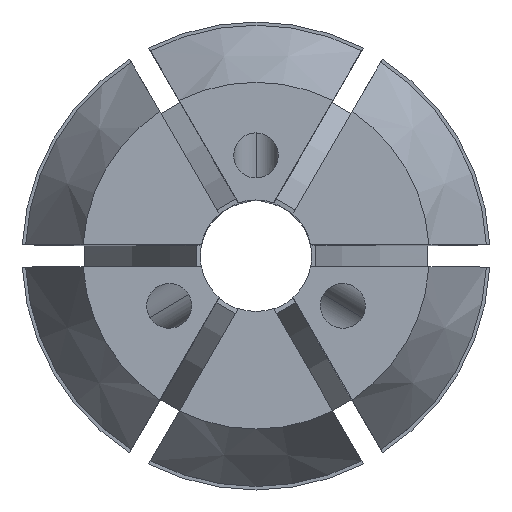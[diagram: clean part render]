
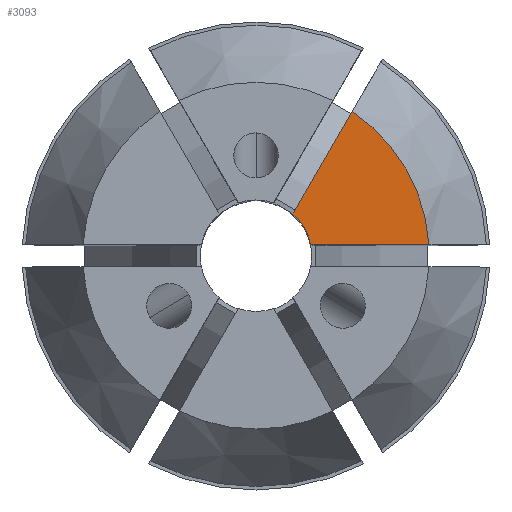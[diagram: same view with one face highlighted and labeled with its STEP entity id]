
A CAD part, top view. The second image highlights one B-rep face of the part: STEP entity #3093.
In plain terms, the highlighted planar face has unit normal (0, 0, 1).
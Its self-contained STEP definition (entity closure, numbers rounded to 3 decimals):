
#271 = CARTESIAN_POINT ( 'NONE',  ( 0., 7.778, 31.5 ) ) ;
#317 = VECTOR ( 'NONE', #3936, 1000. ) ;
#459 = AXIS2_PLACEMENT_3D ( 'NONE', #271, #578, #1910 ) ;
#578 = DIRECTION ( 'NONE',  ( 0., 0., 1. ) ) ;
#647 = ORIENTED_EDGE ( 'NONE', *, *, #2478, .F. ) ;
#706 = DIRECTION ( 'NONE',  ( 0., 0., -1. ) ) ;
#786 = CARTESIAN_POINT ( 'NONE',  ( 1.658, 1.871, 31.5 ) ) ;
#908 = CARTESIAN_POINT ( 'NONE',  ( 3.801, 5.584, 31.5 ) ) ;
#918 = PLANE ( 'NONE',  #459 ) ;
#955 = CARTESIAN_POINT ( 'NONE',  ( 7.762, 0.5, 31.5 ) ) ;
#1038 = DIRECTION ( 'NONE',  ( -1., 0., 0. ) ) ;
#1529 = EDGE_CURVE ( 'NONE', #3162, #1878, #3041, .T. ) ;
#1765 = CIRCLE ( 'NONE', #2649, 7.778 ) ;
#1878 = VERTEX_POINT ( 'NONE', #2400 ) ;
#1910 = DIRECTION ( 'NONE',  ( 1., 0., 0. ) ) ;
#1911 = DIRECTION ( 'NONE',  ( 0.5, 0.866, 0. ) ) ;
#2249 = ORIENTED_EDGE ( 'NONE', *, *, #3621, .F. ) ;
#2400 = CARTESIAN_POINT ( 'NONE',  ( 2.449, 0.5, 31.5 ) ) ;
#2478 = EDGE_CURVE ( 'NONE', #3029, #3162, #1765, .T. ) ;
#2604 = VERTEX_POINT ( 'NONE', #786 ) ;
#2646 = VECTOR ( 'NONE', #1911, 1000. ) ;
#2649 = AXIS2_PLACEMENT_3D ( 'NONE', #3624, #706, #1038 ) ;
#2777 = CARTESIAN_POINT ( 'NONE',  ( 0., 0., 31.5 ) ) ;
#2932 = CARTESIAN_POINT ( 'NONE',  ( 4.314, 6.472, 31.5 ) ) ;
#3015 = FACE_OUTER_BOUND ( 'NONE', #3476, .T. ) ;
#3029 = VERTEX_POINT ( 'NONE', #2932 ) ;
#3041 = LINE ( 'NONE', #3252, #317 ) ;
#3093 = ADVANCED_FACE ( 'NONE', ( #3015 ), #918, .T. ) ;
#3162 = VERTEX_POINT ( 'NONE', #955 ) ;
#3252 = CARTESIAN_POINT ( 'NONE',  ( 0., 0.5, 31.5 ) ) ;
#3357 = CIRCLE ( 'NONE', #3403, 2.5 ) ;
#3403 = AXIS2_PLACEMENT_3D ( 'NONE', #2777, #3712, #4056 ) ;
#3476 = EDGE_LOOP ( 'NONE', ( #3809, #2249, #4084, #647 ) ) ;
#3498 = LINE ( 'NONE', #908, #2646 ) ;
#3621 = EDGE_CURVE ( 'NONE', #1878, #2604, #3357, .T. ) ;
#3624 = CARTESIAN_POINT ( 'NONE',  ( 0., 0., 31.5 ) ) ;
#3712 = DIRECTION ( 'NONE',  ( 0., 0., 1. ) ) ;
#3809 = ORIENTED_EDGE ( 'NONE', *, *, #4054, .F. ) ;
#3936 = DIRECTION ( 'NONE',  ( -1., 0., 0. ) ) ;
#4054 = EDGE_CURVE ( 'NONE', #2604, #3029, #3498, .T. ) ;
#4056 = DIRECTION ( 'NONE',  ( 1., 0., 0. ) ) ;
#4084 = ORIENTED_EDGE ( 'NONE', *, *, #1529, .F. ) ;
